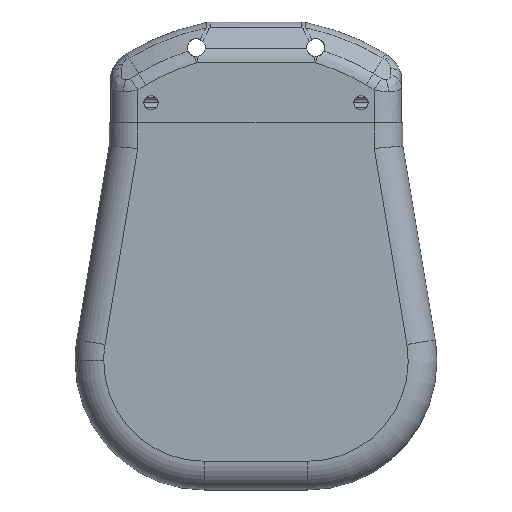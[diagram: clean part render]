
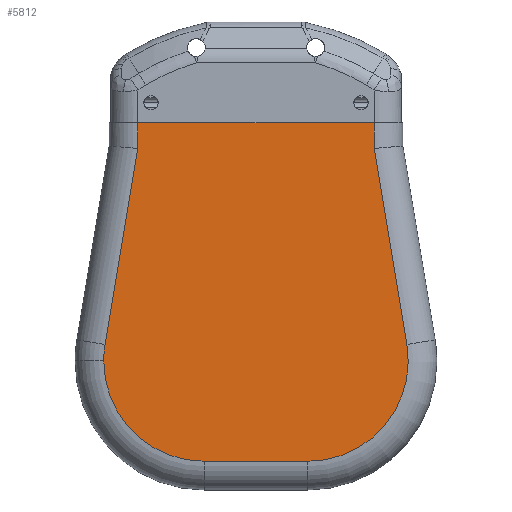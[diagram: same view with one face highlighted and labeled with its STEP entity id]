
A CAD part, top view. The second image highlights one B-rep face of the part: STEP entity #5812.
In plain terms, the highlighted planar face has unit normal (0, 0, 1).
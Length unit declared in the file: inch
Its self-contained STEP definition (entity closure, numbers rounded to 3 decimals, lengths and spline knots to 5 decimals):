
#32 = CARTESIAN_POINT ( 'NONE',  ( -0.86575, -1.19983, 0.41727 ) ) ;
#115 = CIRCLE ( 'NONE', #3144, 0.55118 ) ;
#129 = CARTESIAN_POINT ( 'NONE',  ( -1.80085, 0.51942, 0.41727 ) ) ;
#146 = EDGE_LOOP ( 'NONE', ( #5644, #6828, #8119, #7946, #7945, #989, #6972, #488, #6622 ) ) ;
#305 = LINE ( 'NONE', #747, #3975 ) ;
#313 = CARTESIAN_POINT ( 'NONE',  ( -1.80085, 0.66019, 0.41727 ) ) ;
#479 = CARTESIAN_POINT ( 'NONE',  ( -1.98793, -0.64865, 0.41727 ) ) ;
#488 = ORIENTED_EDGE ( 'NONE', *, *, #1076, .T. ) ;
#566 = DIRECTION ( 'NONE',  ( -1., 0., 0. ) ) ;
#577 = CARTESIAN_POINT ( 'NONE',  ( -0.50164, 0.61119, 0.41727 ) ) ;
#747 = CARTESIAN_POINT ( 'NONE',  ( -1.76841, 0.71405, 0.41727 ) ) ;
#823 = EDGE_CURVE ( 'NONE', #5935, #4278, #8179, .T. ) ;
#989 = ORIENTED_EDGE ( 'NONE', *, *, #7964, .T. ) ;
#1067 = DIRECTION ( 'NONE',  ( 0., 0., 1. ) ) ;
#1076 = EDGE_CURVE ( 'NONE', #4455, #5686, #6319, .T. ) ;
#1090 = DIRECTION ( 'NONE',  ( 0., -1., 0. ) ) ;
#1260 = CARTESIAN_POINT ( 'NONE',  ( -0.53408, 0.71405, 0.41727 ) ) ;
#1763 = VECTOR ( 'NONE', #2414, 39.37008 ) ;
#1972 = DIRECTION ( 'NONE',  ( 0., 0., 1. ) ) ;
#2237 = CARTESIAN_POINT ( 'NONE',  ( -1.43675, -0.64865, 0.41727 ) ) ;
#2255 = PLANE ( 'NONE',  #6579 ) ;
#2414 = DIRECTION ( 'NONE',  ( -0.164, 0.986, 0. ) ) ;
#2439 = DIRECTION ( 'NONE',  ( -1., 0., 0. ) ) ;
#2523 = AXIS2_PLACEMENT_3D ( 'NONE', #4468, #1067, #2439 ) ;
#2552 = DIRECTION ( 'NONE',  ( 0., 1., 0. ) ) ;
#2630 = VERTEX_POINT ( 'NONE', #479 ) ;
#2775 = EDGE_CURVE ( 'NONE', #5935, #6062, #6193, .T. ) ;
#2940 = VECTOR ( 'NONE', #1090, 39.37008 ) ;
#3048 = EDGE_CURVE ( 'NONE', #3878, #2630, #3984, .T. ) ;
#3086 = EDGE_CURVE ( 'NONE', #5686, #3318, #6329, .T. ) ;
#3144 = AXIS2_PLACEMENT_3D ( 'NONE', #4578, #1972, #3149 ) ;
#3149 = DIRECTION ( 'NONE',  ( -1., 0., 0. ) ) ;
#3155 = LINE ( 'NONE', #7856, #7247 ) ;
#3318 = VERTEX_POINT ( 'NONE', #8340 ) ;
#3629 = DIRECTION ( 'NONE',  ( -0.164, -0.986, 0. ) ) ;
#3878 = VERTEX_POINT ( 'NONE', #5814 ) ;
#3975 = VECTOR ( 'NONE', #3629, 39.37008 ) ;
#3984 = CIRCLE ( 'NONE', #7342, 0.55118 ) ;
#4113 = EDGE_CURVE ( 'NONE', #4824, #4455, #3155, .T. ) ;
#4271 = VECTOR ( 'NONE', #8212, 39.37008 ) ;
#4278 = VERTEX_POINT ( 'NONE', #129 ) ;
#4455 = VERTEX_POINT ( 'NONE', #32 ) ;
#4468 = CARTESIAN_POINT ( 'NONE',  ( -0.86575, -0.64865, 0.41727 ) ) ;
#4554 = LINE ( 'NONE', #577, #5650 ) ;
#4578 = CARTESIAN_POINT ( 'NONE',  ( -1.43675, -0.64865, 0.41727 ) ) ;
#4824 = VERTEX_POINT ( 'NONE', #6544 ) ;
#4972 = DIRECTION ( 'NONE',  ( 0., 0., 1. ) ) ;
#5576 = CARTESIAN_POINT ( 'NONE',  ( -0.32207, -0.55804, 0.41727 ) ) ;
#5629 = CARTESIAN_POINT ( 'NONE',  ( -1.80085, 0.61119, 0.41727 ) ) ;
#5644 = ORIENTED_EDGE ( 'NONE', *, *, #6807, .T. ) ;
#5650 = VECTOR ( 'NONE', #2552, 39.37008 ) ;
#5686 = VERTEX_POINT ( 'NONE', #5576 ) ;
#5812 = ADVANCED_FACE ( 'NONE', ( #8282 ), #2255, .F. ) ;
#5814 = CARTESIAN_POINT ( 'NONE',  ( -1.98043, -0.55804, 0.41727 ) ) ;
#5829 = DIRECTION ( 'NONE',  ( 1., 0., 0. ) ) ;
#5880 = DIRECTION ( 'NONE',  ( 0., 0., -1. ) ) ;
#5935 = VERTEX_POINT ( 'NONE', #313 ) ;
#6062 = VERTEX_POINT ( 'NONE', #7688 ) ;
#6193 = LINE ( 'NONE', #6810, #4271 ) ;
#6319 = CIRCLE ( 'NONE', #2523, 0.55118 ) ;
#6329 = LINE ( 'NONE', #1260, #1763 ) ;
#6539 = CARTESIAN_POINT ( 'NONE',  ( -1.15125, 0.61119, 0.41727 ) ) ;
#6544 = CARTESIAN_POINT ( 'NONE',  ( -1.43675, -1.19983, 0.41727 ) ) ;
#6579 = AXIS2_PLACEMENT_3D ( 'NONE', #6539, #5880, #566 ) ;
#6622 = ORIENTED_EDGE ( 'NONE', *, *, #3086, .T. ) ;
#6807 = EDGE_CURVE ( 'NONE', #3318, #6062, #4554, .T. ) ;
#6810 = CARTESIAN_POINT ( 'NONE',  ( -1.95833, 0.66019, 0.41727 ) ) ;
#6828 = ORIENTED_EDGE ( 'NONE', *, *, #2775, .F. ) ;
#6972 = ORIENTED_EDGE ( 'NONE', *, *, #4113, .T. ) ;
#6977 = DIRECTION ( 'NONE',  ( -1., 0., 0. ) ) ;
#7247 = VECTOR ( 'NONE', #5829, 39.37008 ) ;
#7260 = EDGE_CURVE ( 'NONE', #4278, #3878, #305, .T. ) ;
#7342 = AXIS2_PLACEMENT_3D ( 'NONE', #2237, #4972, #6977 ) ;
#7688 = CARTESIAN_POINT ( 'NONE',  ( -0.50164, 0.66019, 0.41727 ) ) ;
#7856 = CARTESIAN_POINT ( 'NONE',  ( -1.15125, -1.19983, 0.41727 ) ) ;
#7945 = ORIENTED_EDGE ( 'NONE', *, *, #3048, .T. ) ;
#7946 = ORIENTED_EDGE ( 'NONE', *, *, #7260, .T. ) ;
#7964 = EDGE_CURVE ( 'NONE', #2630, #4824, #115, .T. ) ;
#8119 = ORIENTED_EDGE ( 'NONE', *, *, #823, .T. ) ;
#8179 = LINE ( 'NONE', #5629, #2940 ) ;
#8212 = DIRECTION ( 'NONE',  ( 1., 0., 0. ) ) ;
#8282 = FACE_OUTER_BOUND ( 'NONE', #146, .T. ) ;
#8340 = CARTESIAN_POINT ( 'NONE',  ( -0.50164, 0.51942, 0.41727 ) ) ;
